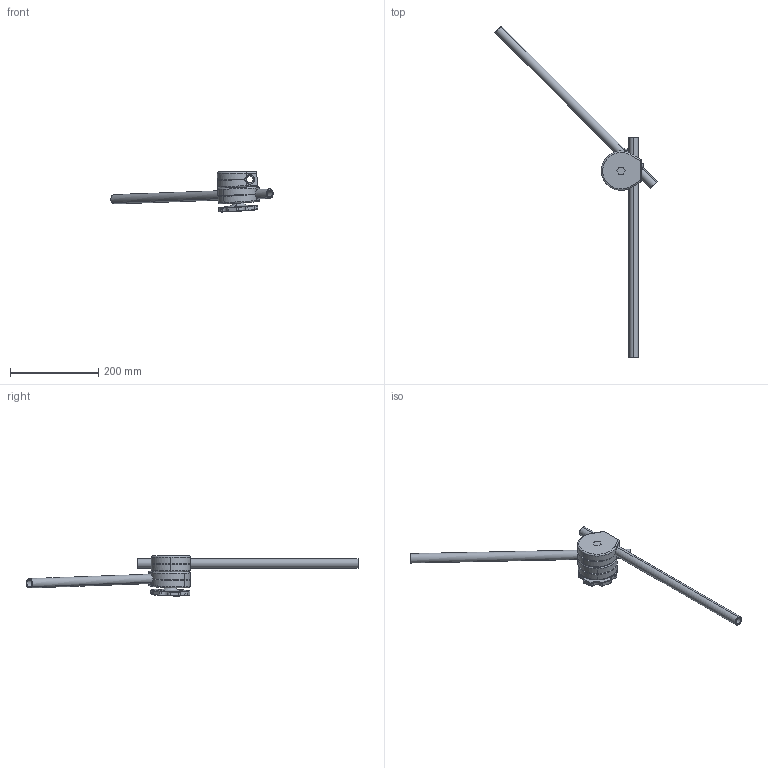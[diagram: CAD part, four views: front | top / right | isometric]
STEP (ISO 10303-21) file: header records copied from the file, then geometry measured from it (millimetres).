
FILE_DESCRIPTION (( 'STEP AP214' ), '1' );
FILE_NAME ('clamshell3.STEP', '2021-11-25T21:16:36', ( '' ), ( '' ), 'SwSTEP 2.0', 'SolidWorks 2021', '' );
FILE_SCHEMA (( 'AUTOMOTIVE_DESIGN' ));
Length unit declared in the file: metre
Products named in the file (6): shell_right; bolt; clamshell3; shell_left; handle; pvc
Assembly tree (6 placements, depth 2):
  clamshell3
    pvc  x2
    shell_left
    shell_right
    handle
    bolt
Bounding box: 368.37 x 753.58 x 91.07 mm (x, y, z)
Volume: 606300.4 mm3; surface area: 206663.4 mm2
Topology: 6 solids, 6 shells, 178 faces, 422 edges, 260 vertices
Faces by surface type: plane 66, cylinder 60, cone 44, bspline 8
Entity records: 5884 total; most frequent: CARTESIAN_POINT 1731, DIRECTION 832, ORIENTED_EDGE 820, EDGE_CURVE 410, AXIS2_PLACEMENT_3D 305, VERTEX_POINT 252, VECTOR 222, LINE 222
